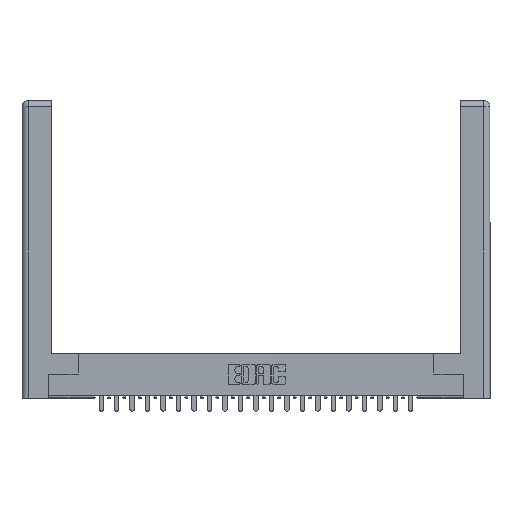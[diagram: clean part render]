
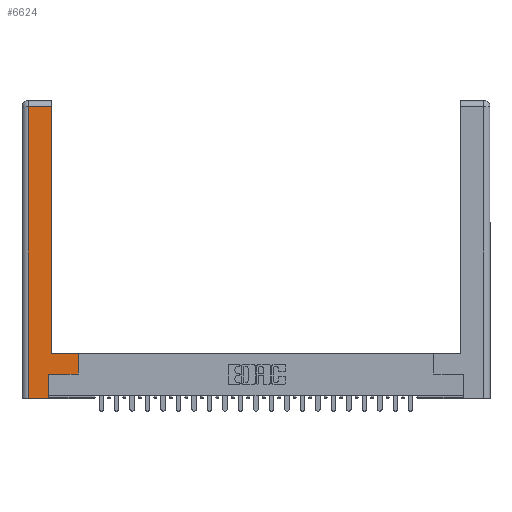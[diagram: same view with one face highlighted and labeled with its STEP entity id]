
A CAD part, top view. The second image highlights one B-rep face of the part: STEP entity #6624.
In plain terms, the highlighted planar face has unit normal (0, 0, 1).
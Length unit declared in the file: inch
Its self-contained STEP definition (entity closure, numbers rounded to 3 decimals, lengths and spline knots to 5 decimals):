
#119 = FACE_OUTER_BOUND ( 'NONE', #20344, .T. ) ;
#445 = LINE ( 'NONE', #10393, #13944 ) ;
#930 = DIRECTION ( 'NONE',  ( -1., 0., 0. ) ) ;
#1008 = CARTESIAN_POINT ( 'NONE',  ( 0.565, 0.45, 0. ) ) ;
#1436 = LINE ( 'NONE', #21318, #2117 ) ;
#1642 = DIRECTION ( 'NONE',  ( 0., 1., 0. ) ) ;
#1808 = ORIENTED_EDGE ( 'NONE', *, *, #12965, .T. ) ;
#2117 = VECTOR ( 'NONE', #20490, 39.37008 ) ;
#2493 = ORIENTED_EDGE ( 'NONE', *, *, #4533, .T. ) ;
#3488 = VECTOR ( 'NONE', #13661, 39.37008 ) ;
#4053 = VERTEX_POINT ( 'NONE', #11605 ) ;
#4066 = DIRECTION ( 'NONE',  ( 0., 1., 0. ) ) ;
#4117 = EDGE_CURVE ( 'NONE', #22146, #9735, #18296, .T. ) ;
#4393 = EDGE_CURVE ( 'NONE', #17778, #13077, #20944, .T. ) ;
#4533 = EDGE_CURVE ( 'NONE', #13077, #7328, #17959, .T. ) ;
#5084 = PLANE ( 'NONE',  #21533 ) ;
#6624 = ADVANCED_FACE ( 'NONE', ( #119 ), #5084, .F. ) ;
#6844 = DIRECTION ( 'NONE',  ( 1., 0., 0. ) ) ;
#7070 = EDGE_CURVE ( 'NONE', #9523, #4053, #445, .T. ) ;
#7309 = CARTESIAN_POINT ( 'NONE',  ( 0.265, 0., 0. ) ) ;
#7328 = VERTEX_POINT ( 'NONE', #21137 ) ;
#7714 = CARTESIAN_POINT ( 'NONE',  ( 0.295, 0.45, 0. ) ) ;
#7745 = CARTESIAN_POINT ( 'NONE',  ( 0.0615, 0., 0. ) ) ;
#9006 = LINE ( 'NONE', #23484, #27774 ) ;
#9018 = CARTESIAN_POINT ( 'NONE',  ( 0.565, 0.245, 0. ) ) ;
#9310 = CARTESIAN_POINT ( 'NONE',  ( 0., 0., 0. ) ) ;
#9523 = VERTEX_POINT ( 'NONE', #7309 ) ;
#9559 = VECTOR ( 'NONE', #12079, 39.37008 ) ;
#9735 = VERTEX_POINT ( 'NONE', #1008 ) ;
#10393 = CARTESIAN_POINT ( 'NONE',  ( 0.265, 0.245, 0. ) ) ;
#11445 = ORIENTED_EDGE ( 'NONE', *, *, #7070, .T. ) ;
#11605 = CARTESIAN_POINT ( 'NONE',  ( 0.265, 0.245, 0. ) ) ;
#11682 = DIRECTION ( 'NONE',  ( 0., 0., -1. ) ) ;
#12079 = DIRECTION ( 'NONE',  ( 0., 1., 0. ) ) ;
#12965 = EDGE_CURVE ( 'NONE', #4053, #22146, #1436, .T. ) ;
#13077 = VERTEX_POINT ( 'NONE', #19645 ) ;
#13325 = EDGE_CURVE ( 'NONE', #9735, #18356, #21922, .T. ) ;
#13661 = DIRECTION ( 'NONE',  ( -1., 0., 0. ) ) ;
#13944 = VECTOR ( 'NONE', #1642, 39.37008 ) ;
#15323 = ORIENTED_EDGE ( 'NONE', *, *, #4393, .T. ) ;
#15350 = CARTESIAN_POINT ( 'NONE',  ( 0.295, 0.45, 0. ) ) ;
#16084 = ORIENTED_EDGE ( 'NONE', *, *, #25102, .T. ) ;
#16213 = DIRECTION ( 'NONE',  ( -1., 0., 0. ) ) ;
#16594 = ORIENTED_EDGE ( 'NONE', *, *, #4117, .T. ) ;
#16834 = CARTESIAN_POINT ( 'NONE',  ( 0.265, 0., 0. ) ) ;
#17310 = VECTOR ( 'NONE', #18556, 39.37008 ) ;
#17778 = VERTEX_POINT ( 'NONE', #26385 ) ;
#17863 = CARTESIAN_POINT ( 'NONE',  ( 0.0615, 2.94, 0. ) ) ;
#17959 = LINE ( 'NONE', #7745, #17310 ) ;
#18296 = LINE ( 'NONE', #26931, #9559 ) ;
#18356 = VERTEX_POINT ( 'NONE', #15350 ) ;
#18556 = DIRECTION ( 'NONE',  ( 0., -1., 0. ) ) ;
#19209 = VECTOR ( 'NONE', #6844, 39.37008 ) ;
#19645 = CARTESIAN_POINT ( 'NONE',  ( 0.0615, 2.94, 0. ) ) ;
#20344 = EDGE_LOOP ( 'NONE', ( #25546, #15323, #2493, #16084, #11445, #1808, #16594, #27206 ) ) ;
#20490 = DIRECTION ( 'NONE',  ( 1., 0., 0. ) ) ;
#20931 = EDGE_CURVE ( 'NONE', #18356, #17778, #9006, .T. ) ;
#20944 = LINE ( 'NONE', #17863, #3488 ) ;
#21137 = CARTESIAN_POINT ( 'NONE',  ( 0.0615, 0., 0. ) ) ;
#21318 = CARTESIAN_POINT ( 'NONE',  ( 0.565, 0.245, 0. ) ) ;
#21533 = AXIS2_PLACEMENT_3D ( 'NONE', #9310, #11682, #930 ) ;
#21922 = LINE ( 'NONE', #7714, #22613 ) ;
#22146 = VERTEX_POINT ( 'NONE', #9018 ) ;
#22613 = VECTOR ( 'NONE', #16213, 39.37008 ) ;
#23230 = LINE ( 'NONE', #16834, #19209 ) ;
#23484 = CARTESIAN_POINT ( 'NONE',  ( 0.295, 3., 0. ) ) ;
#25102 = EDGE_CURVE ( 'NONE', #7328, #9523, #23230, .T. ) ;
#25546 = ORIENTED_EDGE ( 'NONE', *, *, #20931, .T. ) ;
#26385 = CARTESIAN_POINT ( 'NONE',  ( 0.295, 2.94, 0. ) ) ;
#26931 = CARTESIAN_POINT ( 'NONE',  ( 0.565, 0.45, 0. ) ) ;
#27206 = ORIENTED_EDGE ( 'NONE', *, *, #13325, .T. ) ;
#27774 = VECTOR ( 'NONE', #4066, 39.37008 ) ;
